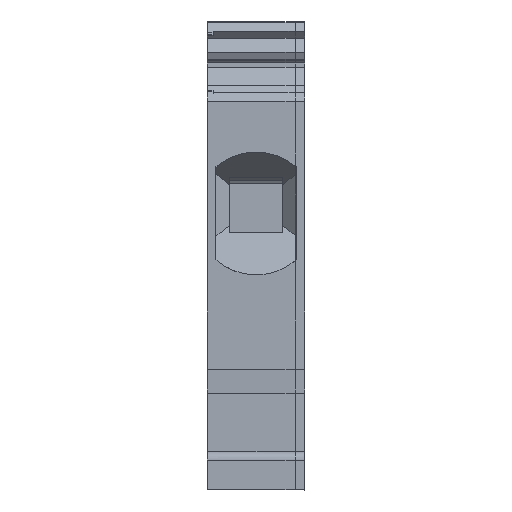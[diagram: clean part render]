
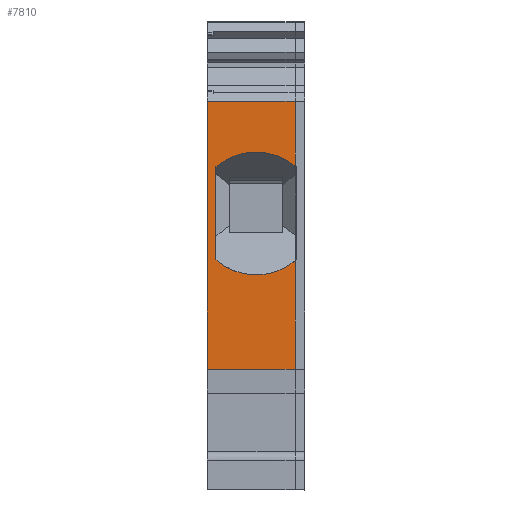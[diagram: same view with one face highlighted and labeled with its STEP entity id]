
A CAD part, front view. The second image highlights one B-rep face of the part: STEP entity #7810.
In plain terms, the highlighted planar face has unit normal (0, -1, 0).
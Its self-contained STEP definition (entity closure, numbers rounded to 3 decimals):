
#4159=AXIS2_PLACEMENT_3D('Plane Axis2P3D',#4156,#4157,#4158) ;
#4156=CARTESIAN_POINT('Axis2P3D Location',(10.15,0.,1.)) ;
#5309=CARTESIAN_POINT('Vertex',(9.15,0.,40.52)) ;
#5312=CARTESIAN_POINT('Line Origine',(9.15,0.,37.145)) ;
#5316=CARTESIAN_POINT('Vertex',(9.15,0.,33.77)) ;
#5351=CARTESIAN_POINT('Vertex',(9.15,0.,23.9)) ;
#5354=CARTESIAN_POINT('Line Origine',(9.15,0.,18.25)) ;
#5358=CARTESIAN_POINT('Vertex',(9.15,0.,12.6)) ;
#6362=CARTESIAN_POINT('Vertex',(0.,0.,12.6)) ;
#6365=CARTESIAN_POINT('Line Origine',(0.,0.,26.56)) ;
#6369=CARTESIAN_POINT('Vertex',(0.,0.,40.52)) ;
#7744=CARTESIAN_POINT('Line Origine',(4.575,0.,40.52)) ;
#7759=CARTESIAN_POINT('Control Point',(0.9,0.,23.984)) ;
#7760=CARTESIAN_POINT('Control Point',(1.37,0.,23.58)) ;
#7761=CARTESIAN_POINT('Control Point',(1.888,0.,23.233)) ;
#7762=CARTESIAN_POINT('Control Point',(2.447,0.,22.95)) ;
#7763=CARTESIAN_POINT('Control Point',(3.621,0.,22.525)) ;
#7764=CARTESIAN_POINT('Control Point',(4.862,0.,22.393)) ;
#7765=CARTESIAN_POINT('Control Point',(5.488,0.,22.403)) ;
#7766=CARTESIAN_POINT('Control Point',(6.659,0.,22.564)) ;
#7767=CARTESIAN_POINT('Control Point',(7.761,0.,22.986)) ;
#7768=CARTESIAN_POINT('Control Point',(8.258,0.,23.241)) ;
#7769=CARTESIAN_POINT('Control Point',(8.723,0.,23.547)) ;
#7770=CARTESIAN_POINT('Control Point',(9.15,0.,23.9)) ;
#7771=CARTESIAN_POINT('Vertex',(0.9,0.,23.984)) ;
#7774=CARTESIAN_POINT('Line Origine',(0.9,0.,28.835)) ;
#7778=CARTESIAN_POINT('Vertex',(0.9,0.,33.686)) ;
#7782=CARTESIAN_POINT('Control Point',(9.15,0.,33.77)) ;
#7783=CARTESIAN_POINT('Control Point',(8.692,0.,34.148)) ;
#7784=CARTESIAN_POINT('Control Point',(8.191,0.,34.473)) ;
#7785=CARTESIAN_POINT('Control Point',(7.654,0.,34.738)) ;
#7786=CARTESIAN_POINT('Control Point',(6.503,0.,35.147)) ;
#7787=CARTESIAN_POINT('Control Point',(5.288,0.,35.277)) ;
#7788=CARTESIAN_POINT('Control Point',(4.662,0.,35.267)) ;
#7789=CARTESIAN_POINT('Control Point',(3.465,0.,35.102)) ;
#7790=CARTESIAN_POINT('Control Point',(2.34,0.,34.665)) ;
#7791=CARTESIAN_POINT('Control Point',(1.822,0.,34.392)) ;
#7792=CARTESIAN_POINT('Control Point',(1.34,0.,34.064)) ;
#7793=CARTESIAN_POINT('Control Point',(0.9,0.,33.686)) ;
#7795=CARTESIAN_POINT('Line Origine',(4.575,0.,12.6)) ;
#4157=DIRECTION('Axis2P3D Direction',(0.,1.,0.)) ;
#4158=DIRECTION('Axis2P3D XDirection',(0.,0.,-1.)) ;
#5313=DIRECTION('Vector Direction',(0.,0.,-1.)) ;
#5355=DIRECTION('Vector Direction',(0.,0.,-1.)) ;
#6366=DIRECTION('Vector Direction',(0.,0.,1.)) ;
#7745=DIRECTION('Vector Direction',(1.,0.,0.)) ;
#7775=DIRECTION('Vector Direction',(0.,0.,-1.)) ;
#7796=DIRECTION('Vector Direction',(1.,0.,0.)) ;
#5314=VECTOR('Line Direction',#5313,1.) ;
#5356=VECTOR('Line Direction',#5355,1.) ;
#6367=VECTOR('Line Direction',#6366,1.) ;
#7746=VECTOR('Line Direction',#7745,1.) ;
#7776=VECTOR('Line Direction',#7775,1.) ;
#7797=VECTOR('Line Direction',#7796,1.) ;
#7801=ORIENTED_EDGE('',*,*,#5360,.F.) ;
#7802=ORIENTED_EDGE('',*,*,#7773,.F.) ;
#7803=ORIENTED_EDGE('',*,*,#7780,.F.) ;
#7804=ORIENTED_EDGE('',*,*,#7794,.F.) ;
#7805=ORIENTED_EDGE('',*,*,#5318,.F.) ;
#7806=ORIENTED_EDGE('',*,*,#7748,.F.) ;
#7807=ORIENTED_EDGE('',*,*,#6371,.F.) ;
#7808=ORIENTED_EDGE('',*,*,#7799,.T.) ;
#7810=ADVANCED_FACE('MANIFOLD_SOLID_BREP #72640',(#7809),#4160,.F.) ;
#7758=B_SPLINE_CURVE_WITH_KNOTS('',5,(#7759,#7760,#7761,#7762,#7763,#7764,#7765,#7766,#7767,#7768,#7769,#7770),.UNSPECIFIED.,.F.,.U.,(6,3,3,6),(0.,4.382,8.763,12.679),.UNSPECIFIED.) ;
#7781=B_SPLINE_CURVE_WITH_KNOTS('',5,(#7782,#7783,#7784,#7785,#7786,#7787,#7788,#7789,#7790,#7791,#7792,#7793),.UNSPECIFIED.,.F.,.U.,(6,3,3,6),(0.185,4.382,8.763,12.864),.UNSPECIFIED.) ;
#5318=EDGE_CURVE('',#5310,#5317,#5315,.T.) ;
#5360=EDGE_CURVE('',#5352,#5359,#5357,.T.) ;
#6371=EDGE_CURVE('',#6363,#6370,#6368,.T.) ;
#7748=EDGE_CURVE('',#6370,#5310,#7747,.T.) ;
#7773=EDGE_CURVE('',#7772,#5352,#7758,.T.) ;
#7780=EDGE_CURVE('',#7779,#7772,#7777,.T.) ;
#7794=EDGE_CURVE('',#5317,#7779,#7781,.T.) ;
#7799=EDGE_CURVE('',#6363,#5359,#7798,.T.) ;
#7800=EDGE_LOOP('',(#7801,#7802,#7803,#7804,#7805,#7806,#7807,#7808)) ;
#7809=FACE_OUTER_BOUND('',#7800,.T.) ;
#5315=LINE('Line',#5312,#5314) ;
#5357=LINE('Line',#5354,#5356) ;
#6368=LINE('Line',#6365,#6367) ;
#7747=LINE('Line',#7744,#7746) ;
#7777=LINE('Line',#7774,#7776) ;
#7798=LINE('Line',#7795,#7797) ;
#4160=PLANE('',#4159) ;
#5310=VERTEX_POINT('',#5309) ;
#5317=VERTEX_POINT('',#5316) ;
#5352=VERTEX_POINT('',#5351) ;
#5359=VERTEX_POINT('',#5358) ;
#6363=VERTEX_POINT('',#6362) ;
#6370=VERTEX_POINT('',#6369) ;
#7772=VERTEX_POINT('',#7771) ;
#7779=VERTEX_POINT('',#7778) ;
